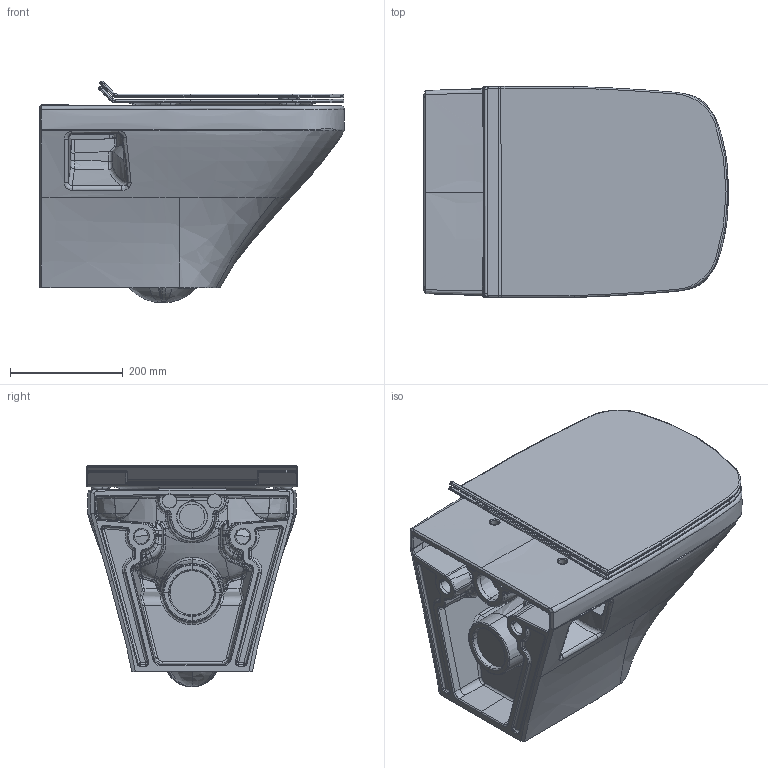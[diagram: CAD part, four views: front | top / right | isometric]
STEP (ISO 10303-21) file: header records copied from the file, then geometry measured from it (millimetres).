
FILE_DESCRIPTION((''),'2;1');
FILE_NAME('253809.stp','2013-05-29T15:46:18',('Administrator'),(''),'Autodesk Inventor 2011','Autodesk Inventor 2011','');
FILE_SCHEMA(('CONFIG_CONTROL_DESIGN'));
Length unit declared in the file: millimetre
Products named in the file (6): 253809; DuraStyle WC-Sitz mittel; Deckel mittel; Sitz mittel; Gummipuffer
Assembly tree (10 placements, depth 3):
  253809
    253809
    DuraStyle WC-Sitz mittel
      Deckel mittel
      Sitz mittel
      Gummipuffer  x6
Bounding box: 540.11 x 374.56 x 393.74 mm (x, y, z)
Volume: 19595141.3 mm3; surface area: 1825421 mm2
Topology: 9 solids, 9 shells, 1412 faces, 3482 edges, 2074 vertices
Faces by surface type: bspline 1032, cylinder 140, plane 103, torus 89, sphere 34, cone 14
Full cylindrical faces by diameter (mm): 15 x2, 25 x2
Entity records: 286530 total; most frequent: CARTESIAN_POINT 258552, ORIENTED_EDGE 6788, DIRECTION 3444, EDGE_CURVE 3394, VERTEX_POINT 2026, B_SPLINE_CURVE_WITH_KNOTS 1797, AXIS2_PLACEMENT_3D 1471, EDGE_LOOP 1404
